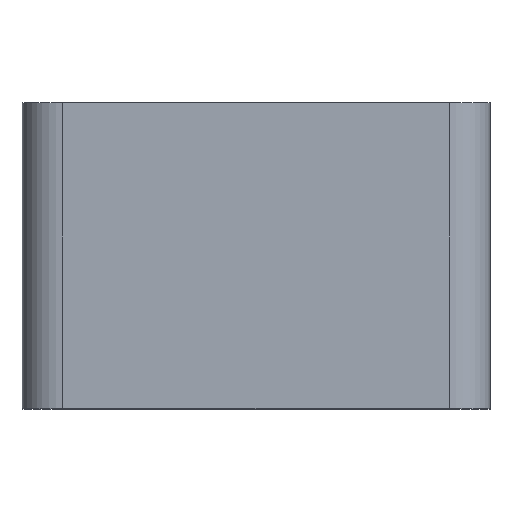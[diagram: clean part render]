
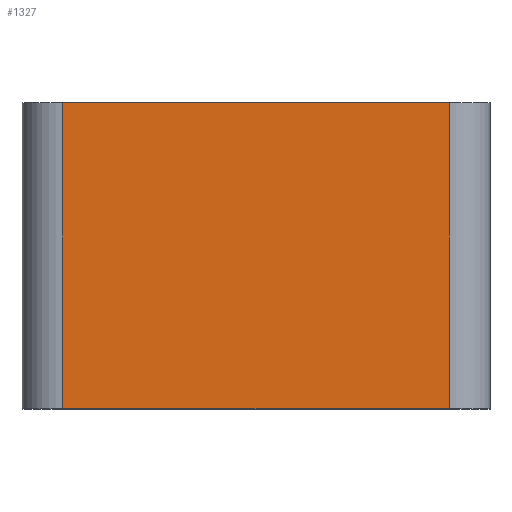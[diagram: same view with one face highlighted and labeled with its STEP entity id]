
A CAD part, top view. The second image highlights one B-rep face of the part: STEP entity #1327.
In plain terms, the highlighted planar face has unit normal (0, 0, 1).
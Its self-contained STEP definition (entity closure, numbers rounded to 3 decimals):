
#64=PLANE('',#1500);
#137=FACE_OUTER_BOUND('',#222,.T.);
#222=EDGE_LOOP('',(#1210,#1211,#1212,#1213));
#253=LINE('',#2029,#362);
#303=LINE('',#2211,#412);
#307=LINE('',#2219,#416);
#333=LINE('',#2313,#442);
#362=VECTOR('',#1591,10.);
#412=VECTOR('',#1789,10.);
#416=VECTOR('',#1797,10.);
#442=VECTOR('',#1913,10.);
#564=VERTEX_POINT('',#2026);
#565=VERTEX_POINT('',#2028);
#623=VERTEX_POINT('',#2209);
#625=VERTEX_POINT('',#2218);
#697=EDGE_CURVE('',#565,#564,#253,.T.);
#791=EDGE_CURVE('',#623,#564,#303,.T.);
#795=EDGE_CURVE('',#565,#625,#307,.T.);
#839=EDGE_CURVE('',#623,#625,#333,.T.);
#1210=ORIENTED_EDGE('',*,*,#791,.F.);
#1211=ORIENTED_EDGE('',*,*,#839,.T.);
#1212=ORIENTED_EDGE('',*,*,#795,.F.);
#1213=ORIENTED_EDGE('',*,*,#697,.T.);
#1327=ADVANCED_FACE('',(#137),#64,.T.);
#1500=AXIS2_PLACEMENT_3D('',#2314,#1914,#1915);
#1591=DIRECTION('',(1.,0.,0.));
#1789=DIRECTION('',(0.,-1.,0.));
#1797=DIRECTION('',(0.,1.,0.));
#1913=DIRECTION('',(-1.,0.,0.));
#1914=DIRECTION('center_axis',(0.,0.,1.));
#1915=DIRECTION('ref_axis',(1.,0.,0.));
#2026=CARTESIAN_POINT('',(18.95,-8.5,63.));
#2028=CARTESIAN_POINT('',(-18.95,-8.5,63.));
#2029=CARTESIAN_POINT('',(-22.95,-8.5,63.));
#2209=CARTESIAN_POINT('',(18.95,21.5,63.));
#2211=CARTESIAN_POINT('',(18.95,-1.,63.));
#2218=CARTESIAN_POINT('',(-18.95,21.5,63.));
#2219=CARTESIAN_POINT('',(-18.95,14.,63.));
#2313=CARTESIAN_POINT('',(22.95,21.5,63.));
#2314=CARTESIAN_POINT('Origin',(0.,6.5,63.));
